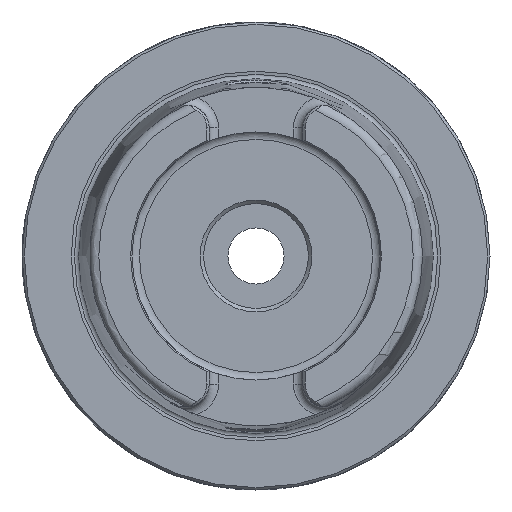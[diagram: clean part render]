
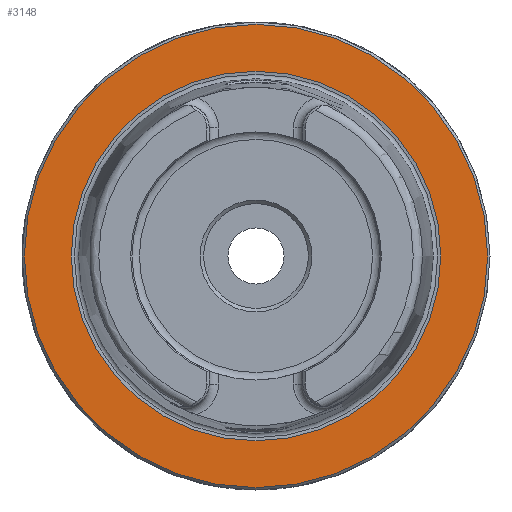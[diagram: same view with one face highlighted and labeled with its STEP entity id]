
A CAD part, left-side view. The second image highlights one B-rep face of the part: STEP entity #3148.
In plain terms, the highlighted planar face has unit normal (-1, 0, 0).
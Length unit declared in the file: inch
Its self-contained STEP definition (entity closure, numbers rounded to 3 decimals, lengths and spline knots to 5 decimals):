
#94=FACE_BOUND('',#560,.T.);
#262=PLANE('',#3402);
#375=FACE_OUTER_BOUND('',#559,.T.);
#559=EDGE_LOOP('',(#2442));
#560=EDGE_LOOP('',(#2443,#2444));
#1067=CIRCLE('',#3401,1.94882);
#1068=CIRCLE('',#3403,1.55442);
#1069=CIRCLE('',#3404,1.55442);
#1374=VERTEX_POINT('',#6657);
#1375=VERTEX_POINT('',#6661);
#1376=VERTEX_POINT('',#6662);
#1766=EDGE_CURVE('',#1374,#1374,#1067,.T.);
#1767=EDGE_CURVE('',#1375,#1376,#1068,.T.);
#1768=EDGE_CURVE('',#1376,#1375,#1069,.T.);
#2442=ORIENTED_EDGE('',*,*,#1766,.F.);
#2443=ORIENTED_EDGE('',*,*,#1767,.T.);
#2444=ORIENTED_EDGE('',*,*,#1768,.T.);
#3148=ADVANCED_FACE('',(#375,#94),#262,.T.);
#3401=AXIS2_PLACEMENT_3D('',#6659,#3976,#3977);
#3402=AXIS2_PLACEMENT_3D('',#6660,#3978,#3979);
#3403=AXIS2_PLACEMENT_3D('',#6663,#3980,#3981);
#3404=AXIS2_PLACEMENT_3D('',#6664,#3982,#3983);
#3976=DIRECTION('center_axis',(1.,0.,0.));
#3977=DIRECTION('ref_axis',(0.,-1.,0.));
#3978=DIRECTION('center_axis',(-1.,0.,0.));
#3979=DIRECTION('ref_axis',(0.,0.,
1.));
#3980=DIRECTION('center_axis',(1.,0.,0.));
#3981=DIRECTION('ref_axis',(0.,1.,0.));
#3982=DIRECTION('center_axis',(1.,0.,0.));
#3983=DIRECTION('ref_axis',(0.,1.,0.));
#6657=CARTESIAN_POINT('',(0.,1.94882,0.));
#6659=CARTESIAN_POINT('Origin',(0.,0.,0.));
#6660=CARTESIAN_POINT('Origin',(0.,0.98425,
0.));
#6661=CARTESIAN_POINT('',(0.,1.55442,0.));
#6662=CARTESIAN_POINT('',(0.,-1.55442,0.));
#6663=CARTESIAN_POINT('Origin',(0.,0.,0.));
#6664=CARTESIAN_POINT('Origin',(0.,0.,0.));
